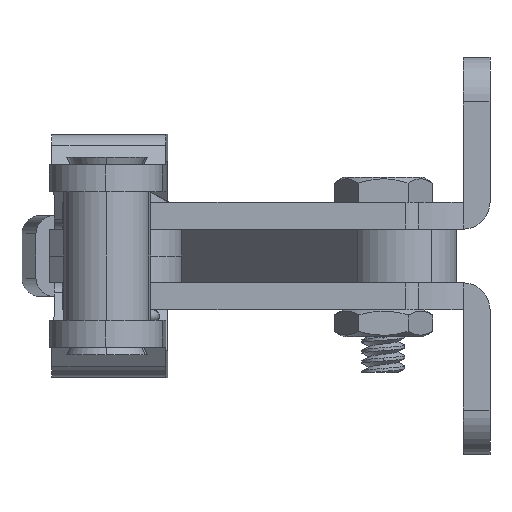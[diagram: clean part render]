
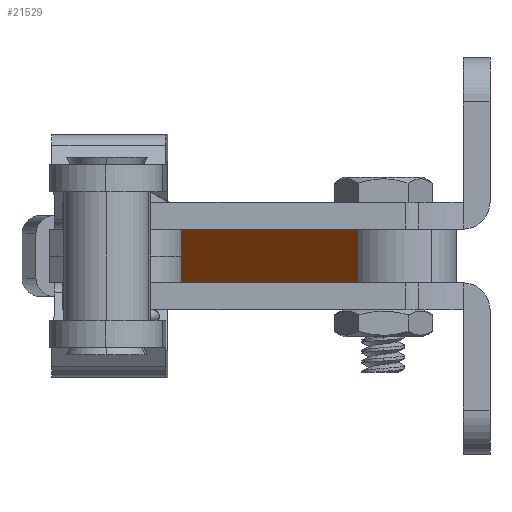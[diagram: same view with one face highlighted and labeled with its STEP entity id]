
A CAD part, left-side view. The second image highlights one B-rep face of the part: STEP entity #21529.
In plain terms, the highlighted face is planar.
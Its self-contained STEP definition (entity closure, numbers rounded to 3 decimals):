
#1940 = ORIENTED_EDGE ( 'NONE', *, *, #2846, .F. ) ;
#2046 = LINE ( 'NONE', #3320, #18177 ) ;
#2511 = DIRECTION ( 'NONE',  ( 0., -1., 0. ) ) ;
#2576 = VECTOR ( 'NONE', #11108, 1000. ) ;
#2846 = EDGE_CURVE ( 'NONE', #19299, #6558, #16385, .T. ) ;
#3320 = CARTESIAN_POINT ( 'NONE',  ( 7041.258, 3885.069, 6. ) ) ;
#3522 = CARTESIAN_POINT ( 'NONE',  ( 7003.258, 3885.069, 6. ) ) ;
#4872 = CARTESIAN_POINT ( 'NONE',  ( 7041.258, 3885.069, 0. ) ) ;
#5615 = DIRECTION ( 'NONE',  ( 0., 0., -1. ) ) ;
#6088 = EDGE_CURVE ( 'NONE', #26357, #18037, #7934, .T. ) ;
#6558 = VERTEX_POINT ( 'NONE', #8410 ) ;
#7934 = LINE ( 'NONE', #8615, #8606 ) ;
#8410 = CARTESIAN_POINT ( 'NONE',  ( 7003.258, 3885.069, 0. ) ) ;
#8606 = VECTOR ( 'NONE', #23329, 1000. ) ;
#8615 = CARTESIAN_POINT ( 'NONE',  ( 7041.258, 3885.069, 6. ) ) ;
#9651 = ORIENTED_EDGE ( 'NONE', *, *, #6088, .T. ) ;
#9717 = CARTESIAN_POINT ( 'NONE',  ( 7041.258, 3885.069, 0. ) ) ;
#10858 = PLANE ( 'NONE',  #12107 ) ;
#11108 = DIRECTION ( 'NONE',  ( -1., 0., 0. ) ) ;
#11125 = EDGE_CURVE ( 'NONE', #26357, #19299, #2046, .T. ) ;
#12107 = AXIS2_PLACEMENT_3D ( 'NONE', #15096, #2511, #17201 ) ;
#13002 = CARTESIAN_POINT ( 'NONE',  ( 7003.258, 3885.069, 6. ) ) ;
#13178 = ORIENTED_EDGE ( 'NONE', *, *, #22086, .T. ) ;
#14139 = EDGE_LOOP ( 'NONE', ( #13178, #1940, #16547, #9651 ) ) ;
#15096 = CARTESIAN_POINT ( 'NONE',  ( 7041.258, 3885.069, 6. ) ) ;
#16385 = LINE ( 'NONE', #3522, #20684 ) ;
#16547 = ORIENTED_EDGE ( 'NONE', *, *, #11125, .F. ) ;
#17201 = DIRECTION ( 'NONE',  ( 0., 0., -1. ) ) ;
#18037 = VERTEX_POINT ( 'NONE', #9717 ) ;
#18177 = VECTOR ( 'NONE', #24330, 1000. ) ;
#18363 = FACE_OUTER_BOUND ( 'NONE', #14139, .T. ) ;
#19299 = VERTEX_POINT ( 'NONE', #13002 ) ;
#20684 = VECTOR ( 'NONE', #5615, 1000. ) ;
#20921 = CARTESIAN_POINT ( 'NONE',  ( 7041.258, 3885.069, 6. ) ) ;
#21529 = ADVANCED_FACE ( 'NONE', ( #18363 ), #10858, .F. ) ;
#22086 = EDGE_CURVE ( 'NONE', #18037, #6558, #22329, .T. ) ;
#22329 = LINE ( 'NONE', #4872, #2576 ) ;
#23329 = DIRECTION ( 'NONE',  ( 0., 0., -1. ) ) ;
#24330 = DIRECTION ( 'NONE',  ( -1., 0., 0. ) ) ;
#26357 = VERTEX_POINT ( 'NONE', #20921 ) ;
